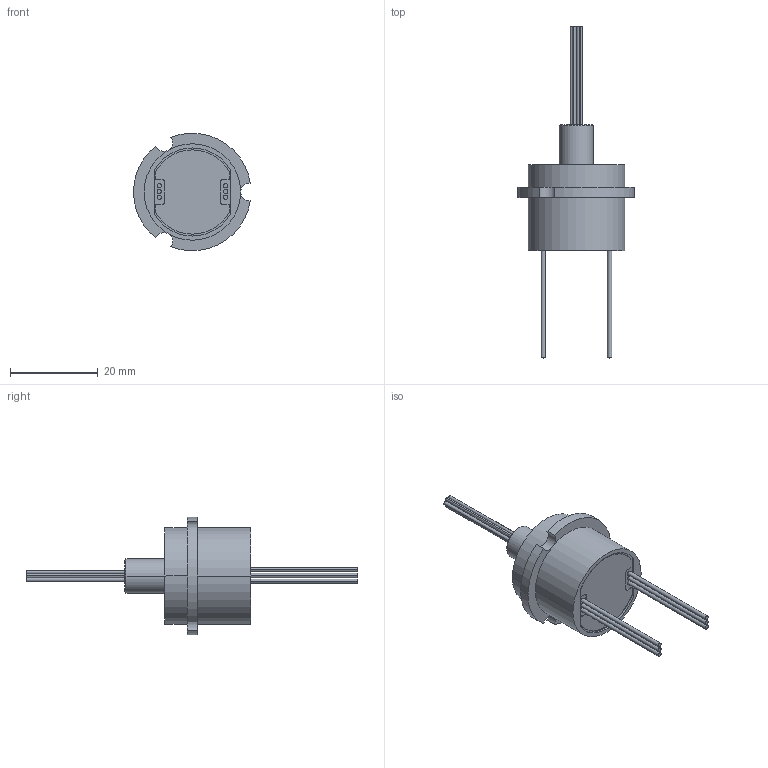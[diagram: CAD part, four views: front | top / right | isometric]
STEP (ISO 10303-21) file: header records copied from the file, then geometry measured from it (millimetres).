
FILE_DESCRIPTION((''),'2;1');
FILE_NAME('CA6X5AL','2011-10-13T',('MEGAUTO'),('MEGAUTO'),'PRO/ENGINEER BY PARAMETRIC TECHNOLOGY CORPORATION, 2007170','PRO/ENGINEER BY PARAMETRIC TECHNOLOGY CORPORATION, 2007170','');
FILE_SCHEMA(('CONFIG_CONTROL_DESIGN'));
Length unit declared in the file: millimetre
Products named in the file (1): CA6X5AL
Bounding box: 26.65 x 75.7 x 26.77 mm (x, y, z)
Volume: 8025 mm3; surface area: 3971.1 mm2
Topology: 1 solids, 1 shells, 111 faces, 258 edges, 162 vertices
Faces by surface type: cylinder 56, plane 51, cone 4
Entity records: 3262 total; most frequent: DIRECTION 634, CARTESIAN_POINT 553, ORIENTED_EDGE 516, AXIS2_PLACEMENT_3D 269, EDGE_CURVE 258, VERTEX_POINT 162, CIRCLE 158, EDGE_LOOP 124
